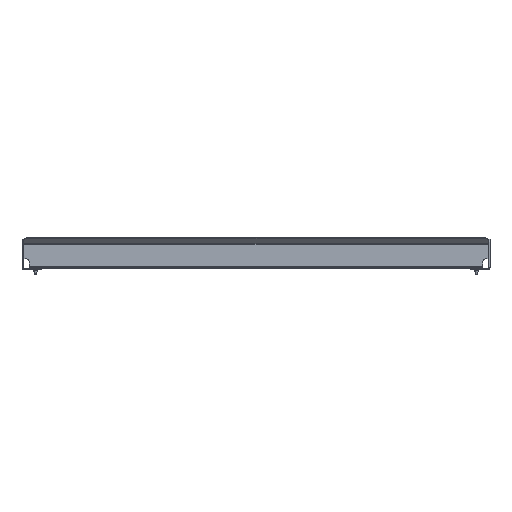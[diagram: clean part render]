
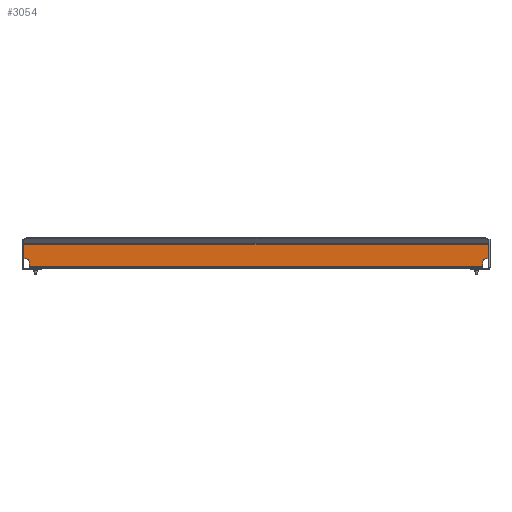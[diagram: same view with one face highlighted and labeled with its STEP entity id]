
A CAD part, front view. The second image highlights one B-rep face of the part: STEP entity #3054.
In plain terms, the highlighted face is planar.
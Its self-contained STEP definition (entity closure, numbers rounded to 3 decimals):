
#36 = CARTESIAN_POINT ( 'NONE',  ( 269., 0., 27.929 ) ) ;
#280 = LINE ( 'NONE', #484, #431 ) ;
#330 = VECTOR ( 'NONE', #3803, 1000. ) ;
#399 = CARTESIAN_POINT ( 'NONE',  ( 266.25, 0., 10.8 ) ) ;
#431 = VECTOR ( 'NONE', #6442, 1000. ) ;
#443 = LINE ( 'NONE', #4884, #1947 ) ;
#455 = VERTEX_POINT ( 'NONE', #2085 ) ;
#484 = CARTESIAN_POINT ( 'NONE',  ( 263., 0., 10.8 ) ) ;
#510 = DIRECTION ( 'NONE',  ( 0., -1., 0. ) ) ;
#577 = LINE ( 'NONE', #2685, #2987 ) ;
#629 = CARTESIAN_POINT ( 'NONE',  ( -263., 0., -0.001 ) ) ;
#949 = LINE ( 'NONE', #36, #2870 ) ;
#977 = VERTEX_POINT ( 'NONE', #5261 ) ;
#1028 = CIRCLE ( 'NONE', #6223, 3.25 ) ;
#1042 = VERTEX_POINT ( 'NONE', #5755 ) ;
#1091 = DIRECTION ( 'NONE',  ( 0., 0., 1. ) ) ;
#1134 = ORIENTED_EDGE ( 'NONE', *, *, #4401, .T. ) ;
#1136 = EDGE_CURVE ( 'NONE', #5217, #5659, #2180, .T. ) ;
#1159 = CARTESIAN_POINT ( 'NONE',  ( -263., 0., 1.8 ) ) ;
#1241 = CIRCLE ( 'NONE', #1325, 3.25 ) ;
#1325 = AXIS2_PLACEMENT_3D ( 'NONE', #6473, #2754, #1719 ) ;
#1704 = EDGE_CURVE ( 'NONE', #4376, #6149, #280, .T. ) ;
#1719 = DIRECTION ( 'NONE',  ( 0., 0., 1. ) ) ;
#1745 = LINE ( 'NONE', #2662, #330 ) ;
#1746 = ORIENTED_EDGE ( 'NONE', *, *, #2991, .T. ) ;
#1947 = VECTOR ( 'NONE', #3400, 1000. ) ;
#2085 = CARTESIAN_POINT ( 'NONE',  ( -269., 0., 27.515 ) ) ;
#2180 = LINE ( 'NONE', #629, #3667 ) ;
#2223 = CARTESIAN_POINT ( 'NONE',  ( 269., 0., 10.8 ) ) ;
#2466 = CARTESIAN_POINT ( 'NONE',  ( -269., 0., 27.929 ) ) ;
#2528 = CARTESIAN_POINT ( 'NONE',  ( 263., 0., 1.8 ) ) ;
#2531 = ORIENTED_EDGE ( 'NONE', *, *, #1136, .T. ) ;
#2540 = ORIENTED_EDGE ( 'NONE', *, *, #5825, .F. ) ;
#2661 = DIRECTION ( 'NONE',  ( -1., 0., 0. ) ) ;
#2662 = CARTESIAN_POINT ( 'NONE',  ( 269., 0., 1.8 ) ) ;
#2685 = CARTESIAN_POINT ( 'NONE',  ( -263., 0., 10.8 ) ) ;
#2754 = DIRECTION ( 'NONE',  ( 0., -1., 0. ) ) ;
#2853 = CARTESIAN_POINT ( 'NONE',  ( -266.25, 0., 7.55 ) ) ;
#2870 = VECTOR ( 'NONE', #3804, 1000. ) ;
#2984 = CARTESIAN_POINT ( 'NONE',  ( 263., 0., -0.001 ) ) ;
#2987 = VECTOR ( 'NONE', #2661, 1000. ) ;
#2991 = EDGE_CURVE ( 'NONE', #5562, #977, #577, .T. ) ;
#3054 = ADVANCED_FACE ( 'NONE', ( #5678 ), #5106, .T. ) ;
#3084 = ORIENTED_EDGE ( 'NONE', *, *, #6307, .T. ) ;
#3161 = VERTEX_POINT ( 'NONE', #5803 ) ;
#3400 = DIRECTION ( 'NONE',  ( -1., 0., 0. ) ) ;
#3465 = VECTOR ( 'NONE', #5128, 1000. ) ;
#3623 = EDGE_CURVE ( 'NONE', #6096, #5217, #1745, .T. ) ;
#3665 = DIRECTION ( 'NONE',  ( 0., 0., 1. ) ) ;
#3667 = VECTOR ( 'NONE', #1091, 1000. ) ;
#3720 = ORIENTED_EDGE ( 'NONE', *, *, #4800, .F. ) ;
#3803 = DIRECTION ( 'NONE',  ( -1., 0., 0. ) ) ;
#3804 = DIRECTION ( 'NONE',  ( 0., 0., -1. ) ) ;
#4075 = DIRECTION ( 'NONE',  ( 0., 1., 0. ) ) ;
#4136 = CARTESIAN_POINT ( 'NONE',  ( 269., 0., 27.929 ) ) ;
#4376 = VERTEX_POINT ( 'NONE', #2223 ) ;
#4401 = EDGE_CURVE ( 'NONE', #6149, #3161, #1241, .T. ) ;
#4500 = VECTOR ( 'NONE', #4628, 1000. ) ;
#4628 = DIRECTION ( 'NONE',  ( 0., 0., -1. ) ) ;
#4800 = EDGE_CURVE ( 'NONE', #6096, #3161, #5495, .T. ) ;
#4884 = CARTESIAN_POINT ( 'NONE',  ( 269., 0., 27.515 ) ) ;
#5106 = PLANE ( 'NONE',  #6768 ) ;
#5128 = DIRECTION ( 'NONE',  ( 0., 0., 1. ) ) ;
#5217 = VERTEX_POINT ( 'NONE', #1159 ) ;
#5261 = CARTESIAN_POINT ( 'NONE',  ( -269., 0., 10.8 ) ) ;
#5407 = EDGE_CURVE ( 'NONE', #455, #977, #5875, .T. ) ;
#5495 = LINE ( 'NONE', #2984, #3465 ) ;
#5562 = VERTEX_POINT ( 'NONE', #6211 ) ;
#5659 = VERTEX_POINT ( 'NONE', #5891 ) ;
#5678 = FACE_OUTER_BOUND ( 'NONE', #5736, .T. ) ;
#5736 = EDGE_LOOP ( 'NONE', ( #2531, #6758, #1746, #6556, #2540, #3084, #6316, #1134, #3720, #6231 ) ) ;
#5755 = CARTESIAN_POINT ( 'NONE',  ( 269., 0., 27.515 ) ) ;
#5803 = CARTESIAN_POINT ( 'NONE',  ( 263., 0., 7.55 ) ) ;
#5825 = EDGE_CURVE ( 'NONE', #1042, #455, #443, .T. ) ;
#5875 = LINE ( 'NONE', #2466, #4500 ) ;
#5891 = CARTESIAN_POINT ( 'NONE',  ( -263., 0., 7.55 ) ) ;
#6096 = VERTEX_POINT ( 'NONE', #2528 ) ;
#6149 = VERTEX_POINT ( 'NONE', #399 ) ;
#6151 = DIRECTION ( 'NONE',  ( 0., 0., 1. ) ) ;
#6211 = CARTESIAN_POINT ( 'NONE',  ( -266.25, 0., 10.8 ) ) ;
#6219 = EDGE_CURVE ( 'NONE', #5659, #5562, #1028, .T. ) ;
#6223 = AXIS2_PLACEMENT_3D ( 'NONE', #2853, #510, #3665 ) ;
#6231 = ORIENTED_EDGE ( 'NONE', *, *, #3623, .T. ) ;
#6307 = EDGE_CURVE ( 'NONE', #1042, #4376, #949, .T. ) ;
#6316 = ORIENTED_EDGE ( 'NONE', *, *, #1704, .T. ) ;
#6442 = DIRECTION ( 'NONE',  ( -1., 0., 0. ) ) ;
#6473 = CARTESIAN_POINT ( 'NONE',  ( 266.25, 0., 7.55 ) ) ;
#6556 = ORIENTED_EDGE ( 'NONE', *, *, #5407, .F. ) ;
#6758 = ORIENTED_EDGE ( 'NONE', *, *, #6219, .T. ) ;
#6768 = AXIS2_PLACEMENT_3D ( 'NONE', #4136, #4075, #6151 ) ;
